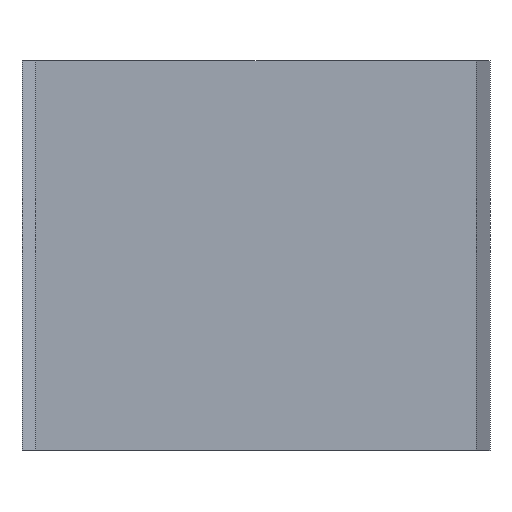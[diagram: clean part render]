
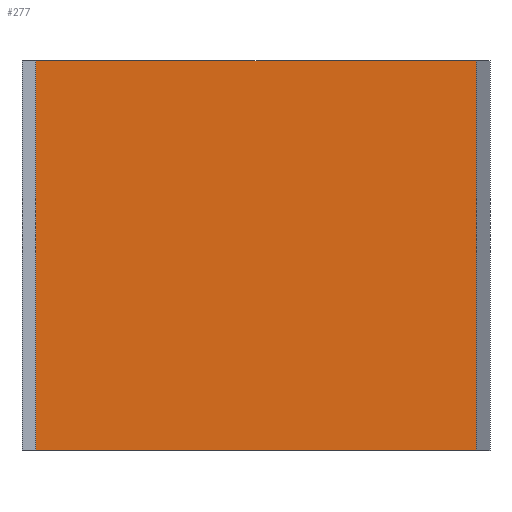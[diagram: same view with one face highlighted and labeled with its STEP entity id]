
A CAD part, front view. The second image highlights one B-rep face of the part: STEP entity #277.
In plain terms, the highlighted planar face has unit normal (0, -1, 0).
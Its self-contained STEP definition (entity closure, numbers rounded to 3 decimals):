
#2 = LINE ( 'NONE', #147, #323 ) ;
#4 = VERTEX_POINT ( 'NONE', #109 ) ;
#19 = ORIENTED_EDGE ( 'NONE', *, *, #142, .F. ) ;
#25 = DIRECTION ( 'NONE',  ( 0., 0., -1. ) ) ;
#32 = FACE_OUTER_BOUND ( 'NONE', #207, .T. ) ;
#47 = CARTESIAN_POINT ( 'NONE',  ( -58.5, 78.5, 0. ) ) ;
#49 = LINE ( 'NONE', #47, #165 ) ;
#62 = VERTEX_POINT ( 'NONE', #75 ) ;
#75 = CARTESIAN_POINT ( 'NONE',  ( 58.5, 78.5, -100. ) ) ;
#77 = EDGE_CURVE ( 'NONE', #62, #413, #2, .T. ) ;
#109 = CARTESIAN_POINT ( 'NONE',  ( -58.5, 78.5, -100. ) ) ;
#131 = DIRECTION ( 'NONE',  ( 0., -1., 0. ) ) ;
#136 = EDGE_CURVE ( 'NONE', #376, #413, #49, .T. ) ;
#142 = EDGE_CURVE ( 'NONE', #4, #376, #229, .T. ) ;
#144 = LINE ( 'NONE', #436, #263 ) ;
#147 = CARTESIAN_POINT ( 'NONE',  ( 58.5, 78.5, -100. ) ) ;
#165 = VECTOR ( 'NONE', #443, 1000. ) ;
#168 = ORIENTED_EDGE ( 'NONE', *, *, #77, .T. ) ;
#184 = CARTESIAN_POINT ( 'NONE',  ( -58.5, 78.5, 0. ) ) ;
#207 = EDGE_LOOP ( 'NONE', ( #274, #19, #264, #168 ) ) ;
#215 = CARTESIAN_POINT ( 'NONE',  ( 58.5, 78.5, 0. ) ) ;
#219 = DIRECTION ( 'NONE',  ( 0., 0., 1. ) ) ;
#229 = LINE ( 'NONE', #441, #399 ) ;
#249 = DIRECTION ( 'NONE',  ( 1., 0., 0. ) ) ;
#263 = VECTOR ( 'NONE', #249, 1000. ) ;
#264 = ORIENTED_EDGE ( 'NONE', *, *, #395, .T. ) ;
#274 = ORIENTED_EDGE ( 'NONE', *, *, #136, .F. ) ;
#277 = ADVANCED_FACE ( 'NONE', ( #32 ), #459, .T. ) ;
#323 = VECTOR ( 'NONE', #219, 1000. ) ;
#376 = VERTEX_POINT ( 'NONE', #184 ) ;
#383 = CARTESIAN_POINT ( 'NONE',  ( -58.5, 78.5, -100. ) ) ;
#395 = EDGE_CURVE ( 'NONE', #4, #62, #144, .T. ) ;
#398 = DIRECTION ( 'NONE',  ( 0., 0., 1. ) ) ;
#399 = VECTOR ( 'NONE', #398, 1000. ) ;
#413 = VERTEX_POINT ( 'NONE', #215 ) ;
#436 = CARTESIAN_POINT ( 'NONE',  ( -58.5, 78.5, -100. ) ) ;
#441 = CARTESIAN_POINT ( 'NONE',  ( -58.5, 78.5, -100. ) ) ;
#443 = DIRECTION ( 'NONE',  ( 1., 0., 0. ) ) ;
#459 = PLANE ( 'NONE',  #463 ) ;
#463 = AXIS2_PLACEMENT_3D ( 'NONE', #383, #131, #25 ) ;
